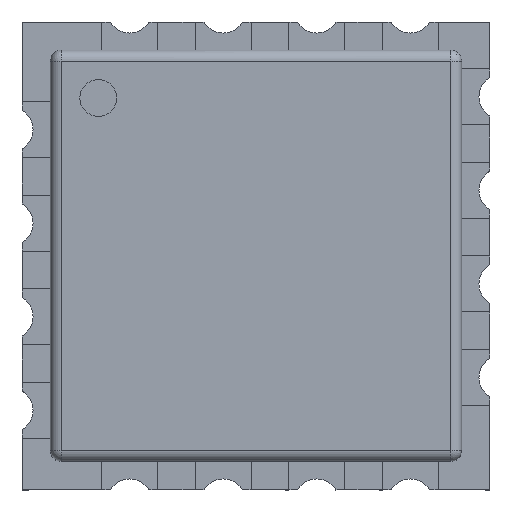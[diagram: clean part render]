
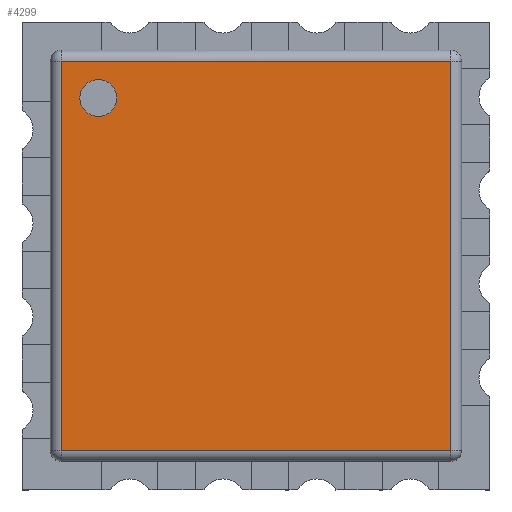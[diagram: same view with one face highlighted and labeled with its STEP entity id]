
A CAD part, top view. The second image highlights one B-rep face of the part: STEP entity #4299.
In plain terms, the highlighted planar face has unit normal (0, 0, 1).
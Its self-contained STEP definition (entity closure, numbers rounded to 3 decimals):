
#21=FACE_BOUND('',#599,.T.);
#58=CIRCLE('',#4594,0.5);
#355=FACE_OUTER_BOUND('',#598,.T.);
#598=EDGE_LOOP('',(#3739,#3740,#3741,#3742));
#599=EDGE_LOOP('',(#3743));
#1128=LINE('',#6892,#1668);
#1129=LINE('',#6894,#1669);
#1130=LINE('',#6896,#1670);
#1131=LINE('',#6897,#1671);
#1668=VECTOR('',#5649,10.56);
#1669=VECTOR('',#5650,10.56);
#1670=VECTOR('',#5651,10.56);
#1671=VECTOR('',#5652,10.56);
#2069=VERTEX_POINT('',#6880);
#2072=VERTEX_POINT('',#6890);
#2073=VERTEX_POINT('',#6891);
#2074=VERTEX_POINT('',#6893);
#2075=VERTEX_POINT('',#6895);
#2633=EDGE_CURVE('',#2069,#2069,#58,.T.);
#2637=EDGE_CURVE('',#2072,#2073,#1128,.T.);
#2638=EDGE_CURVE('',#2074,#2072,#1129,.T.);
#2639=EDGE_CURVE('',#2075,#2074,#1130,.T.);
#2640=EDGE_CURVE('',#2073,#2075,#1131,.T.);
#3739=ORIENTED_EDGE('',*,*,#2637,.F.);
#3740=ORIENTED_EDGE('',*,*,#2638,.F.);
#3741=ORIENTED_EDGE('',*,*,#2639,.F.);
#3742=ORIENTED_EDGE('',*,*,#2640,.F.);
#3743=ORIENTED_EDGE('',*,*,#2633,.T.);
#4070=PLANE('',#4597);
#4299=ADVANCED_FACE('',(#355,#21),#4070,.F.);
#4594=AXIS2_PLACEMENT_3D('',#6881,#5638,#5639);
#4597=AXIS2_PLACEMENT_3D('',#6889,#5647,#5648);
#5638=DIRECTION('center_axis',(0.,0.,-1.));
#5639=DIRECTION('ref_axis',(0.,-1.,0.));
#5647=DIRECTION('center_axis',(0.,0.,-1.));
#5648=DIRECTION('ref_axis',(0.,-1.,0.));
#5649=DIRECTION('',(-1.,0.,0.));
#5650=DIRECTION('',(0.,-1.,0.));
#5651=DIRECTION('',(1.,0.,0.));
#5652=DIRECTION('',(0.,1.,0.));
#6880=CARTESIAN_POINT('',(-4.28,3.78,4.95));
#6881=CARTESIAN_POINT('Origin',(-4.28,4.28,4.95));
#6889=CARTESIAN_POINT('Origin',(0.,0.,4.95));
#6890=CARTESIAN_POINT('',(5.28,-5.28,4.95));
#6891=CARTESIAN_POINT('',(-5.28,-5.28,4.95));
#6892=CARTESIAN_POINT('',(0.,-5.28,4.95));
#6893=CARTESIAN_POINT('',(5.28,5.28,4.95));
#6894=CARTESIAN_POINT('',(5.28,0.,4.95));
#6895=CARTESIAN_POINT('',(-5.28,5.28,4.95));
#6896=CARTESIAN_POINT('',(0.,5.28,4.95));
#6897=CARTESIAN_POINT('',(-5.28,0.,4.95));
